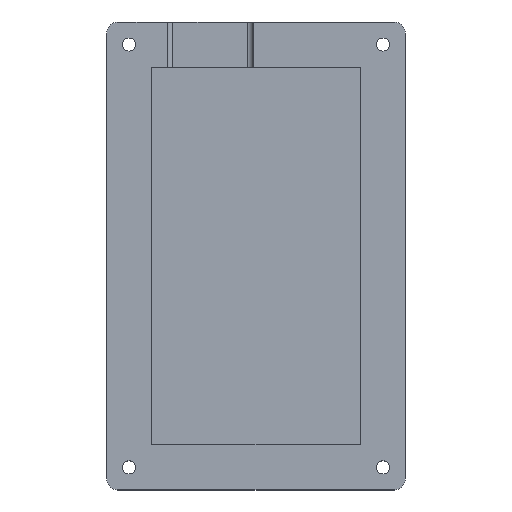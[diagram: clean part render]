
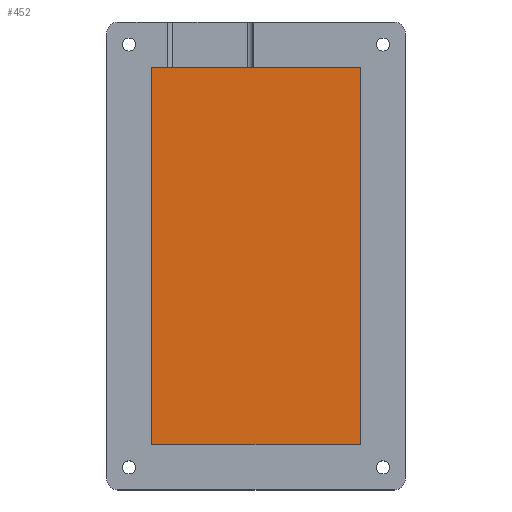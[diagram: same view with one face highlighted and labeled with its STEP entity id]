
A CAD part, top view. The second image highlights one B-rep face of the part: STEP entity #452.
In plain terms, the highlighted planar face has unit normal (0, 0, 1).
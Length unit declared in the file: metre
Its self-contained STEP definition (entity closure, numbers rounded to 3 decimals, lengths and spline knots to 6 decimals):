
#104=ORIENTED_EDGE('',*,*,#211,.F.);
#105=ORIENTED_EDGE('',*,*,#212,.F.);
#106=ORIENTED_EDGE('',*,*,#213,.T.);
#107=ORIENTED_EDGE('',*,*,#214,.T.);
#211=EDGE_CURVE('',#264,#265,#299,.T.);
#212=EDGE_CURVE('',#266,#264,#300,.T.);
#213=EDGE_CURVE('',#266,#267,#301,.T.);
#214=EDGE_CURVE('',#267,#265,#302,.T.);
#264=VERTEX_POINT('',#749);
#265=VERTEX_POINT('',#750);
#266=VERTEX_POINT('',#752);
#267=VERTEX_POINT('',#754);
#299=LINE('',#748,#341);
#300=LINE('',#751,#342);
#301=LINE('',#753,#343);
#302=LINE('',#755,#344);
#341=VECTOR('',#610,1.);
#342=VECTOR('',#611,1.);
#343=VECTOR('',#612,1.);
#344=VECTOR('',#613,1.);
#378=EDGE_LOOP('',(#104,#105,#106,#107));
#414=FACE_BOUND('',#378,.T.);
#434=PLANE('',#507);
#452=ADVANCED_FACE('',(#414),#434,.T.);
#507=AXIS2_PLACEMENT_3D('',#747,#608,#609);
#608=DIRECTION('',(0.,0.,1.));
#609=DIRECTION('',(1.,0.,0.));
#610=DIRECTION('',(0.,1.,0.));
#611=DIRECTION('',(-1.,0.,0.));
#612=DIRECTION('',(0.,1.,0.));
#613=DIRECTION('',(-1.,0.,0.));
#747=CARTESIAN_POINT('',(0.,0.,0.003));
#748=CARTESIAN_POINT('',(-0.023178,0.,0.003));
#749=CARTESIAN_POINT('',(-0.023178,-0.04191,0.003));
#750=CARTESIAN_POINT('',(-0.023178,0.04191,0.003));
#751=CARTESIAN_POINT('',(0.,-0.04191,0.003));
#752=CARTESIAN_POINT('',(0.023178,-0.04191,0.003));
#753=CARTESIAN_POINT('',(0.023178,0.,0.003));
#754=CARTESIAN_POINT('',(0.023178,0.04191,0.003));
#755=CARTESIAN_POINT('',(0.,0.04191,0.003));
